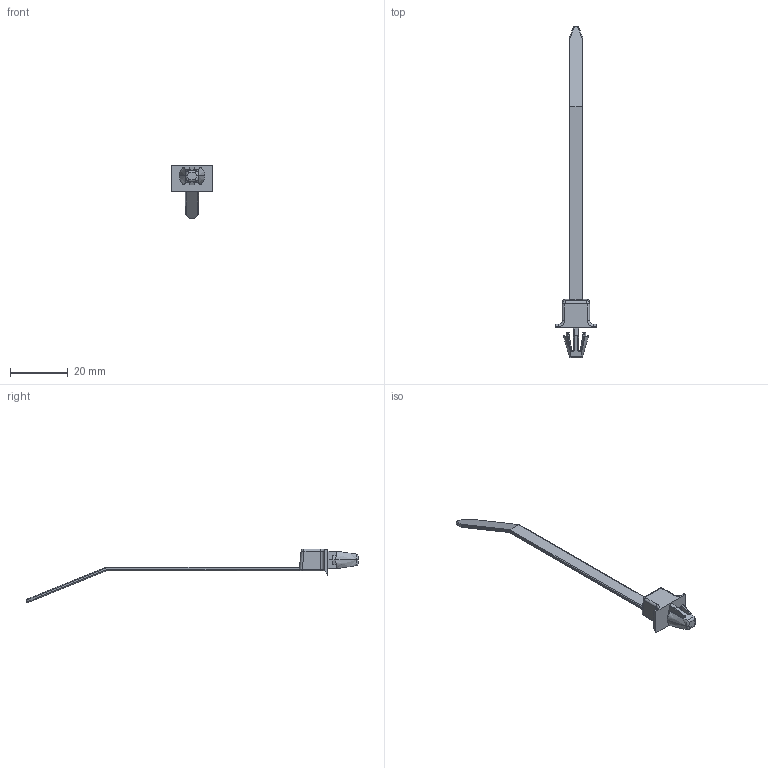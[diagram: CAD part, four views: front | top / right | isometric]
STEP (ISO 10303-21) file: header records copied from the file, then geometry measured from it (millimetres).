
FILE_DESCRIPTION(/* description */ (''),/* implementation_level */ '2;1');
FILE_NAME(/* name */ 'PANDUIT_PLP1S',/* time_stamp */ '2012-06-12T10:09:17-05:00',/* author */ (''),/* organization */ (''),/* preprocessor_version */ 'ST-DEVELOPER v9',/* originating_system */ 'UGS - NX 3.0',/* authorisation */ '');
FILE_SCHEMA (('CONFIG_CONTROL_DESIGN'));
Length unit declared in the file: inch
Products named in the file (1): bwgEA2Ciexq
Bounding box: 14.48 x 114.6 x 18.58 mm (x, y, z)
Volume: 1487.3 mm3; surface area: 1966.8 mm2
Topology: 1 solids, 1 shells, 132 faces, 329 edges, 200 vertices
Faces by surface type: plane 62, cylinder 38, bspline 14, extrusion 10, torus 4, cone 4
Entity records: 4588 total; most frequent: CARTESIAN_POINT 1426, ORIENTED_EDGE 658, DIRECTION 618, EDGE_CURVE 329, AXIS2_PLACEMENT_3D 208, VECTOR 202, VERTEX_POINT 200, LINE 192
